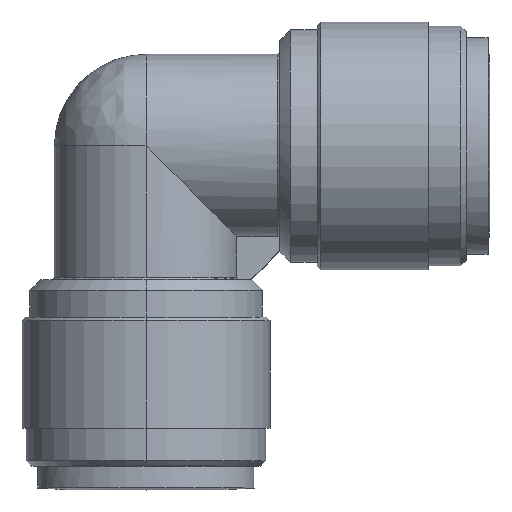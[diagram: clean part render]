
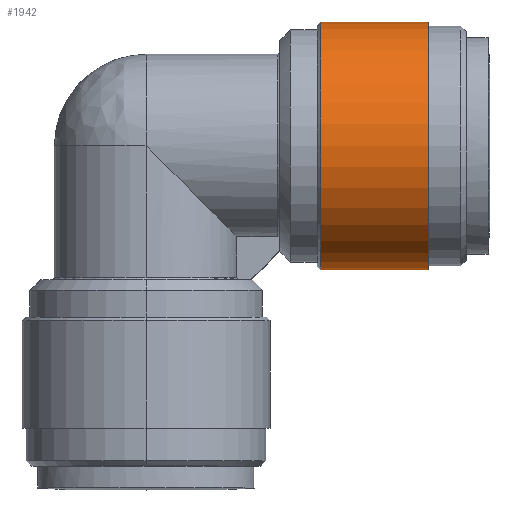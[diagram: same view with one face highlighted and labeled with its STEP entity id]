
A CAD part, top view. The second image highlights one B-rep face of the part: STEP entity #1942.
In plain terms, the highlighted cylindrical face has radius 11.5 mm (diameter 23 mm), a partial arc.
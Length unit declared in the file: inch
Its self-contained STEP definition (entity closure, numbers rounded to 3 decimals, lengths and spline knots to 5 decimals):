
#73 = AXIS2_PLACEMENT_3D ( 'NONE', #3381, #1659, #3678 ) ;
#456 = ORIENTED_EDGE ( 'NONE', *, *, #2802, .F. ) ;
#588 = DIRECTION ( 'NONE',  ( 0., 1., 0. ) ) ;
#599 = EDGE_CURVE ( 'NONE', #1960, #2442, #2955, .T. ) ;
#699 = ORIENTED_EDGE ( 'NONE', *, *, #3239, .T. ) ;
#773 = AXIS2_PLACEMENT_3D ( 'NONE', #1330, #3332, #1615 ) ;
#881 = DIRECTION ( 'NONE',  ( 1., 0., 0. ) ) ;
#1257 = EDGE_CURVE ( 'NONE', #3120, #1451, #2553, .T. ) ;
#1261 = EDGE_LOOP ( 'NONE', ( #699, #2420, #456, #1523 ) ) ;
#1330 = CARTESIAN_POINT ( 'NONE',  ( 0.6378, 0., 0. ) ) ;
#1451 = VERTEX_POINT ( 'NONE', #3587 ) ;
#1523 = ORIENTED_EDGE ( 'NONE', *, *, #599, .F. ) ;
#1564 = CYLINDRICAL_SURFACE ( 'NONE', #3731, 0.45276 ) ;
#1615 = DIRECTION ( 'NONE',  ( 0., 1., 0. ) ) ;
#1659 = DIRECTION ( 'NONE',  ( 1., 0., 0. ) ) ;
#1663 = FACE_OUTER_BOUND ( 'NONE', #1261, .T. ) ;
#1739 = CARTESIAN_POINT ( 'NONE',  ( 0.6378, 0.45276, 0. ) ) ;
#1783 = VECTOR ( 'NONE', #2608, 39.37008 ) ;
#1942 = ADVANCED_FACE ( 'NONE', ( #1663 ), #1564, .T. ) ;
#1960 = VERTEX_POINT ( 'NONE', #1739 ) ;
#2008 = CIRCLE ( 'NONE', #73, 0.45276 ) ;
#2044 = CARTESIAN_POINT ( 'NONE',  ( 0.83465, 0.45276, 0. ) ) ;
#2195 = VECTOR ( 'NONE', #2897, 39.37008 ) ;
#2420 = ORIENTED_EDGE ( 'NONE', *, *, #1257, .T. ) ;
#2442 = VERTEX_POINT ( 'NONE', #2991 ) ;
#2553 = LINE ( 'NONE', #2890, #1783 ) ;
#2597 = CARTESIAN_POINT ( 'NONE',  ( 0.83465, 0., 0. ) ) ;
#2608 = DIRECTION ( 'NONE',  ( 1., 0., 0. ) ) ;
#2802 = EDGE_CURVE ( 'NONE', #2442, #1451, #2008, .T. ) ;
#2890 = CARTESIAN_POINT ( 'NONE',  ( 0.83465, -0.45276, 0. ) ) ;
#2897 = DIRECTION ( 'NONE',  ( 1., 0., 0. ) ) ;
#2955 = LINE ( 'NONE', #2044, #2195 ) ;
#2991 = CARTESIAN_POINT ( 'NONE',  ( 1.0315, 0.45276, 0. ) ) ;
#3120 = VERTEX_POINT ( 'NONE', #3590 ) ;
#3239 = EDGE_CURVE ( 'NONE', #1960, #3120, #3496, .T. ) ;
#3332 = DIRECTION ( 'NONE',  ( 1., 0., 0. ) ) ;
#3381 = CARTESIAN_POINT ( 'NONE',  ( 1.0315, 0., 0. ) ) ;
#3496 = CIRCLE ( 'NONE', #773, 0.45276 ) ;
#3587 = CARTESIAN_POINT ( 'NONE',  ( 1.0315, -0.45276, 0. ) ) ;
#3590 = CARTESIAN_POINT ( 'NONE',  ( 0.6378, -0.45276, 0. ) ) ;
#3678 = DIRECTION ( 'NONE',  ( 0., 1., 0. ) ) ;
#3731 = AXIS2_PLACEMENT_3D ( 'NONE', #2597, #881, #588 ) ;
